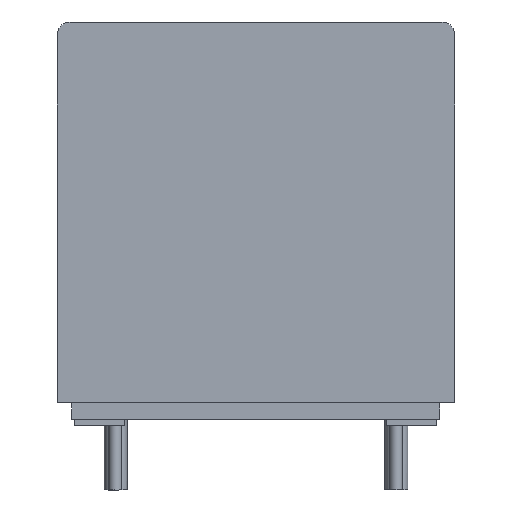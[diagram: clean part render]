
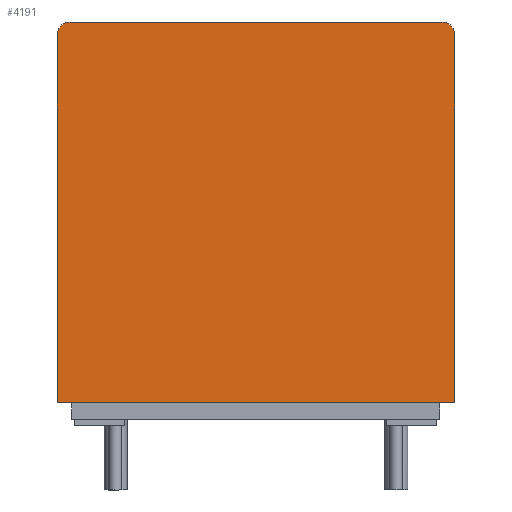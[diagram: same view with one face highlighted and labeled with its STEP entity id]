
A CAD part, front view. The second image highlights one B-rep face of the part: STEP entity #4191.
In plain terms, the highlighted face is planar.
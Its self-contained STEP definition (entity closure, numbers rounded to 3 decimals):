
#59=CIRCLE('',#4348,1.);
#61=CIRCLE('',#4351,1.);
#766=ORIENTED_EDGE('',*,*,#1401,.F.);
#767=ORIENTED_EDGE('',*,*,#1393,.F.);
#768=ORIENTED_EDGE('',*,*,#1395,.F.);
#769=ORIENTED_EDGE('',*,*,#1168,.F.);
#770=ORIENTED_EDGE('',*,*,#1398,.F.);
#771=ORIENTED_EDGE('',*,*,#1389,.F.);
#1168=EDGE_CURVE('',#1603,#1604,#1899,.T.);
#1389=EDGE_CURVE('',#1754,#1755,#59,.T.);
#1393=EDGE_CURVE('',#1758,#1759,#61,.T.);
#1395=EDGE_CURVE('',#1604,#1758,#1983,.T.);
#1398=EDGE_CURVE('',#1755,#1603,#1986,.T.);
#1401=EDGE_CURVE('',#1759,#1754,#1989,.T.);
#1603=VERTEX_POINT('',#5208);
#1604=VERTEX_POINT('',#5210);
#1754=VERTEX_POINT('',#6930);
#1755=VERTEX_POINT('',#6932);
#1758=VERTEX_POINT('',#6939);
#1759=VERTEX_POINT('',#6941);
#1899=LINE('',#5209,#2123);
#1983=LINE('',#6944,#2207);
#1986=LINE('',#6948,#2210);
#1989=LINE('',#6953,#2213);
#2123=VECTOR('',#4493,1000.);
#2207=VECTOR('',#4739,1000.);
#2210=VECTOR('',#4744,1000.);
#2213=VECTOR('',#4751,1000.);
#2448=EDGE_LOOP('',(#766,#767,#768,#769,#770,#771));
#2686=FACE_BOUND('',#2448,.T.);
#2883=PLANE('',#4362);
#4191=ADVANCED_FACE('',(#2686),#2883,.F.);
#4348=AXIS2_PLACEMENT_3D('',#6931,#4726,#4727);
#4351=AXIS2_PLACEMENT_3D('',#6940,#4734,#4735);
#4362=AXIS2_PLACEMENT_3D('',#7033,#4765,#4766);
#4493=DIRECTION('',(1.,0.,0.));
#4726=DIRECTION('',(0.,-1.,0.));
#4727=DIRECTION('',(0.,0.,1.));
#4734=DIRECTION('',(0.,-1.,0.));
#4735=DIRECTION('',(0.,0.,1.));
#4739=DIRECTION('',(0.,0.,1.));
#4744=DIRECTION('',(0.,0.,-1.));
#4751=DIRECTION('',(-1.,0.,0.));
#4765=DIRECTION('',(0.,-1.,0.));
#4766=DIRECTION('',(0.,0.,1.));
#5208=CARTESIAN_POINT('',(-15.5,9.5,6.3));
#5209=CARTESIAN_POINT('',(15.5,9.5,6.3));
#5210=CARTESIAN_POINT('',(15.5,9.5,6.3));
#6930=CARTESIAN_POINT('',(-14.5,9.5,36.));
#6931=CARTESIAN_POINT('',(-14.5,9.5,35.));
#6932=CARTESIAN_POINT('',(-15.5,9.5,35.));
#6939=CARTESIAN_POINT('',(15.5,9.5,35.));
#6940=CARTESIAN_POINT('',(14.5,9.5,35.));
#6941=CARTESIAN_POINT('',(14.5,9.5,36.));
#6944=CARTESIAN_POINT('',(15.5,9.5,6.3));
#6948=CARTESIAN_POINT('',(-15.5,9.5,36.));
#6953=CARTESIAN_POINT('',(15.5,9.5,36.));
#7033=CARTESIAN_POINT('',(0.,9.5,0.));
